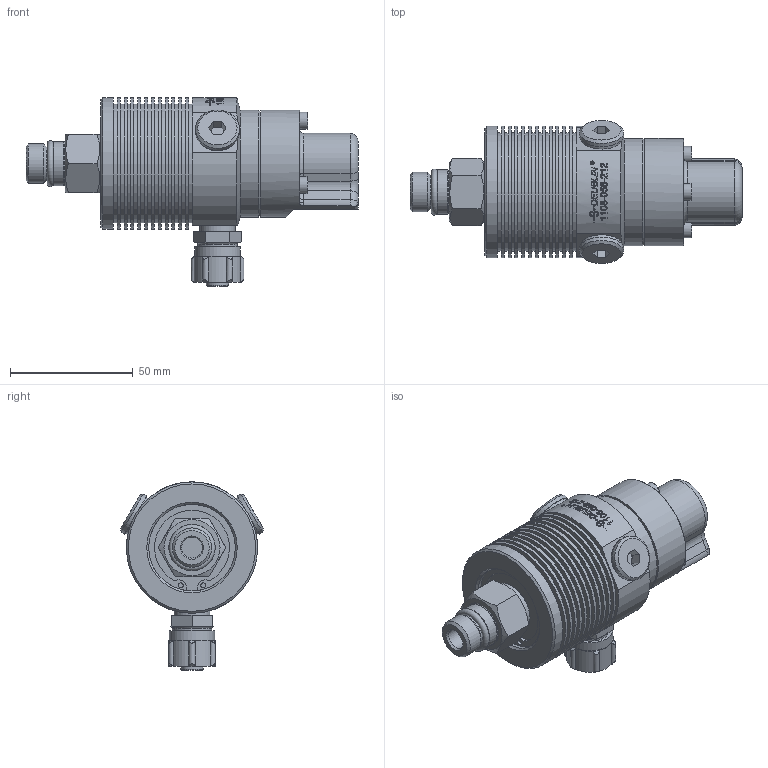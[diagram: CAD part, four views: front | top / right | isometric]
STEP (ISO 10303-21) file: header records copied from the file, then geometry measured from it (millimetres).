
FILE_DESCRIPTION(/* description */ (''),/* implementation_level */ '2;1');
FILE_NAME(/* name */ '1108-058-212-IC.stp',/* time_stamp */ '2020-05-14T08:59:37-05:00',/* author */ ('moorera'),/* organization */ (''),/* preprocessor_version */ 'ST-DEVELOPER v18.1',/* originating_system */ 'Autodesk Inventor 2020',/* authorisation */ '');
FILE_SCHEMA (('AUTOMOTIVE_DESIGN { 1 0 10303 214 3 1 1 }'));
Length unit declared in the file: millimetre
Products named in the file (1): 1108-058-212-IC
Bounding box: 135.13 x 58.27 x 76.55 mm (x, y, z)
Volume: 180774.1 mm3; surface area: 39422.1 mm2
Topology: 2 solids, 10 shells, 673 faces, 1768 edges, 1192 vertices
Faces by surface type: plane 315, cylinder 152, bspline 136, cone 41, torus 29
Full cylindrical faces by diameter (mm): 1.981 x2, 4.166 x3, 6.858 x3, 7.2 x3, 7.5 x2, 8 x1, 8.5 x1, 9 x1, 9.6 x1, 10.3 x1, 11.445 x1, 11.6 x1, 13.157 x1, 13.2 x2, 13.5 x2, 14.473 x1, 14.917 x1, 16 x2, 16.9 x2, 17.991 x1, 18 x2, 18.16 x1, 18.5 x1, 21.4 x1, 35.27 x1, 37.25 x1, 43.6 x2, 48.3 x12, 53.45 x12
Entity records: 26025 total; most frequent: CARTESIAN_POINT 9295, ORIENTED_EDGE 3530, DIRECTION 3245, EDGE_CURVE 1765, AXIS2_PLACEMENT_3D 1312, VERTEX_POINT 1192, EDGE_LOOP 769, FACE_OUTER_BOUND 673
